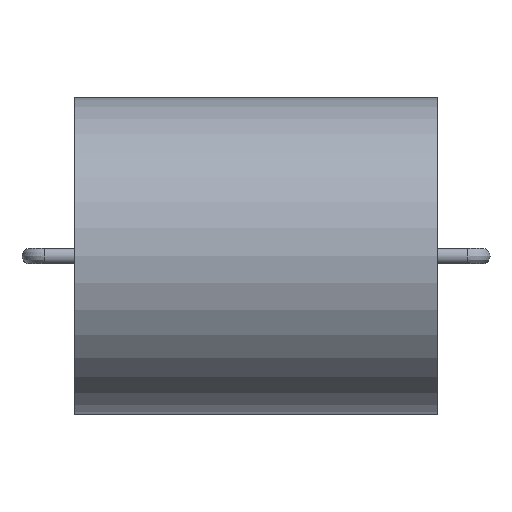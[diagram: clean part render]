
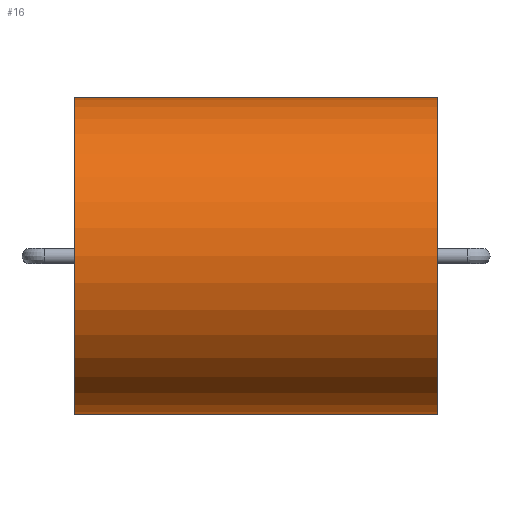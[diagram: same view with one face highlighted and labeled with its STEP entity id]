
A CAD part, top view. The second image highlights one B-rep face of the part: STEP entity #16.
In plain terms, the highlighted cylindrical face has radius 5.25 mm (diameter 10.5 mm), a full revolution.
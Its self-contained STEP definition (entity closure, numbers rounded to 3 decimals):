
#16=ADVANCED_FACE('',(#17),#40,.T.);
#17=FACE_BOUND('',#18,.F.);
#18=EDGE_LOOP('',(#19,#28,#34,#35));
#19=ORIENTED_EDGE('',*,*,#20,.T.);
#20=EDGE_CURVE('',#21,#23,#25,.T.);
#21=VERTEX_POINT('',#22);
#22=CARTESIAN_POINT('',(-6.,5.25,5.25));
#23=VERTEX_POINT('',#24);
#24=CARTESIAN_POINT('',(6.,5.25,5.25));
#25=LINE('',#22,#26);
#26=VECTOR('',#27,1.);
#27=DIRECTION('',(1.,0.,0.));
#28=ORIENTED_EDGE('',*,*,#29,.T.);
#29=EDGE_CURVE('',#23,#23,#30,.T.);
#30=CIRCLE('',#31,5.25);
#31=AXIS2_PLACEMENT_3D('',#32,#27,#33);
#32=CARTESIAN_POINT('',(6.,0.,5.25));
#33=DIRECTION('',(0.,1.,0.));
#34=ORIENTED_EDGE('',*,*,#20,.F.);
#35=ORIENTED_EDGE('',*,*,#36,.F.);
#36=EDGE_CURVE('',#21,#21,#37,.T.);
#37=CIRCLE('',#38,5.25);
#38=AXIS2_PLACEMENT_3D('',#39,#27,#33);
#39=CARTESIAN_POINT('',(-6.,0.,5.25));
#40=CYLINDRICAL_SURFACE('',#41,5.25);
#41=AXIS2_PLACEMENT_3D('',#39,#42,#33);
#42=DIRECTION('',(-1.,-0.,-0.));
